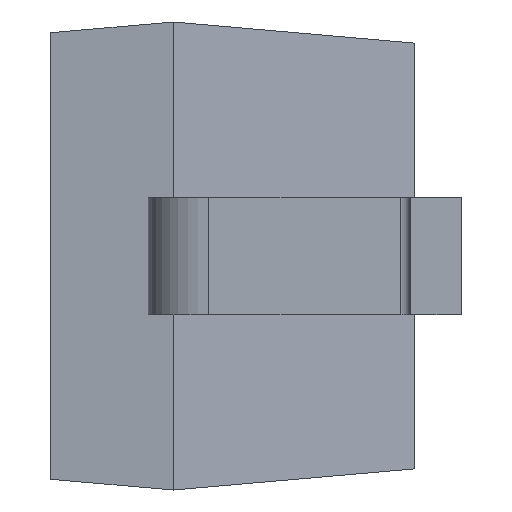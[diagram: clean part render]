
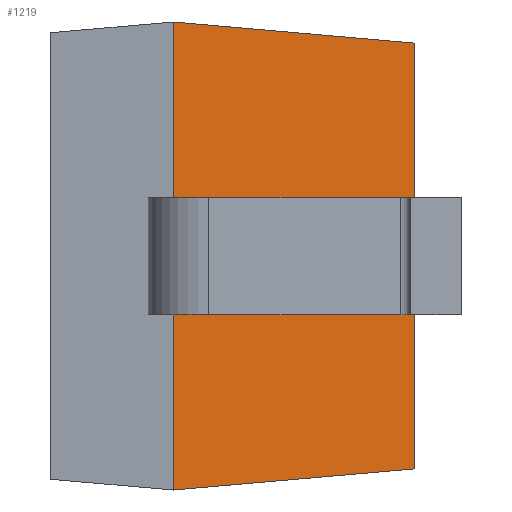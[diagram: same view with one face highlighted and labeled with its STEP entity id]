
A CAD part, left-side view. The second image highlights one B-rep face of the part: STEP entity #1219.
In plain terms, the highlighted planar face has unit normal (-0.996, -0.087, 0).
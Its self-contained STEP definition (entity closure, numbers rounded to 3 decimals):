
#75 = VECTOR ( 'NONE', #332, 1000. ) ;
#98 = EDGE_CURVE ( 'NONE', #1259, #622, #408, .T. ) ;
#126 = VECTOR ( 'NONE', #1159, 1000. ) ;
#131 = CARTESIAN_POINT ( 'NONE',  ( -0.862, 0.649, -0.637 ) ) ;
#162 = FACE_OUTER_BOUND ( 'NONE', #1263, .T. ) ;
#272 = ORIENTED_EDGE ( 'NONE', *, *, #688, .F. ) ;
#318 = VECTOR ( 'NONE', #1172, 1000. ) ;
#332 = DIRECTION ( 'NONE',  ( 0., 0., -1. ) ) ;
#408 = LINE ( 'NONE', #837, #126 ) ;
#443 = CARTESIAN_POINT ( 'NONE',  ( -0.875, 0.8, 0.65 ) ) ;
#516 = DIRECTION ( 'NONE',  ( -0.996, -0.087, 0. ) ) ;
#541 = LINE ( 'NONE', #131, #1369 ) ;
#547 = LINE ( 'NONE', #1314, #75 ) ;
#564 = AXIS2_PLACEMENT_3D ( 'NONE', #1168, #516, #1138 ) ;
#600 = EDGE_CURVE ( 'NONE', #780, #622, #1270, .T. ) ;
#622 = VERTEX_POINT ( 'NONE', #443 ) ;
#639 = EDGE_CURVE ( 'NONE', #1120, #780, #541, .T. ) ;
#654 = DIRECTION ( 'NONE',  ( -0.087, 0.992, -0.087 ) ) ;
#688 = EDGE_CURVE ( 'NONE', #1259, #1120, #547, .T. ) ;
#780 = VERTEX_POINT ( 'NONE', #1317 ) ;
#837 = CARTESIAN_POINT ( 'NONE',  ( -0.875, 0.8, 0.65 ) ) ;
#934 = CARTESIAN_POINT ( 'NONE',  ( -0.875, 0.8, 0.65 ) ) ;
#961 = CARTESIAN_POINT ( 'NONE',  ( -0.816, 0.13, 0.591 ) ) ;
#996 = ORIENTED_EDGE ( 'NONE', *, *, #600, .F. ) ;
#1120 = VERTEX_POINT ( 'NONE', #1148 ) ;
#1138 = DIRECTION ( 'NONE',  ( 0.087, -0.996, 0. ) ) ;
#1148 = CARTESIAN_POINT ( 'NONE',  ( -0.816, 0.13, -0.591 ) ) ;
#1159 = DIRECTION ( 'NONE',  ( -0.087, 0.992, 0.087 ) ) ;
#1168 = CARTESIAN_POINT ( 'NONE',  ( -0.875, 0.8, 0.65 ) ) ;
#1172 = DIRECTION ( 'NONE',  ( 0., 0., 1. ) ) ;
#1219 = ADVANCED_FACE ( 'NONE', ( #162 ), #1275, .T. ) ;
#1259 = VERTEX_POINT ( 'NONE', #961 ) ;
#1263 = EDGE_LOOP ( 'NONE', ( #272, #1332, #996, #1281 ) ) ;
#1270 = LINE ( 'NONE', #934, #318 ) ;
#1275 = PLANE ( 'NONE',  #564 ) ;
#1281 = ORIENTED_EDGE ( 'NONE', *, *, #639, .F. ) ;
#1314 = CARTESIAN_POINT ( 'NONE',  ( -0.816, 0.13, 0.65 ) ) ;
#1317 = CARTESIAN_POINT ( 'NONE',  ( -0.875, 0.8, -0.65 ) ) ;
#1332 = ORIENTED_EDGE ( 'NONE', *, *, #98, .T. ) ;
#1369 = VECTOR ( 'NONE', #654, 1000. ) ;
